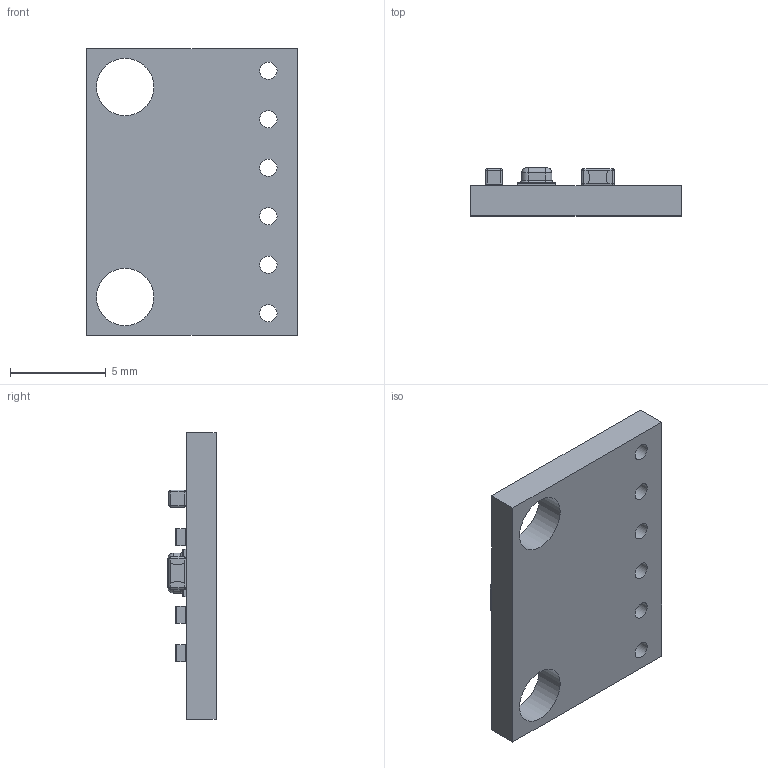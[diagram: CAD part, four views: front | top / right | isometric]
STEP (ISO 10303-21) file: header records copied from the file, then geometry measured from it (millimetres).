
FILE_DESCRIPTION(('FreeCAD Model'),'2;1');
FILE_NAME('GY-BMP280.step','2019-05-22T10:12:30',('Author'),(''), 'Open CASCADE STEP processor 7.2','FreeCAD','Unknown');
FILE_SCHEMA(('AUTOMOTIVE_DESIGN { 1 0 10303 214 1 1 1 1 }'));
Length unit declared in the file: millimetre
Products named in the file (9): bmp280_module_Shrinkwrap; Solid; Solid001; Solid008; Solid009; Solid010; Solid011; Solid012; Solid013
Assembly tree (8 placements, depth 2):
  bmp280_module_Shrinkwrap
    Solid
    Solid001
    Solid008
    Solid009
    Solid010
    Solid011
    Solid012
    Solid013
Bounding box: 11 x 2.52 x 15 mm (x, y, z)
Volume: 238.6 mm3; surface area: 495.8 mm2
Topology: 8 solids, 8 shells, 491 faces, 1325 edges, 865 vertices
Faces by surface type: plane 307, cylinder 84, bspline 80, sphere 16, torus 4
Full cylindrical faces by diameter (mm): 0.2 x1, 0.3 x1, 0.414 x1, 0.504 x1, 0.9 x6, 3 x2
Entity records: 20838 total; most frequent: CARTESIAN_POINT 7206, ORIENTED_EDGE 2618, DIRECTION 2254, EDGE_CURVE 1309, LINE 892, VECTOR 892, VERTEX_POINT 865, AXIS2_PLACEMENT_3D 681
